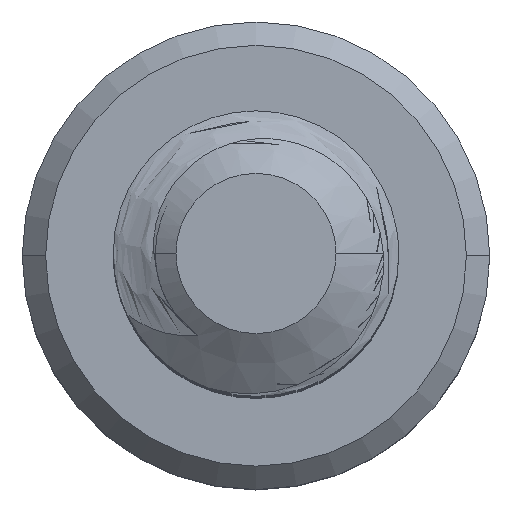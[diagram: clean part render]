
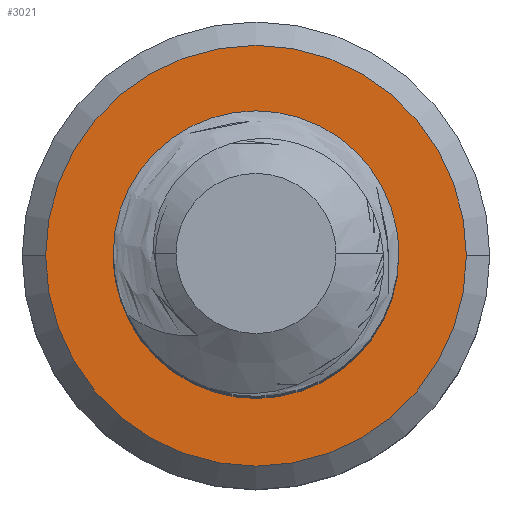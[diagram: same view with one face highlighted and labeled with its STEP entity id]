
A CAD part, top view. The second image highlights one B-rep face of the part: STEP entity #3021.
In plain terms, the highlighted planar face has unit normal (0, 0, 1).
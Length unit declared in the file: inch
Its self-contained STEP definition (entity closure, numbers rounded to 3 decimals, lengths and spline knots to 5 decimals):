
#28 = CARTESIAN_POINT ( 'NONE',  ( 0.04983, -0.01748, -0.625 ) ) ;
#29 = EDGE_CURVE ( 'NONE', #3518, #1267, #1596, .T. ) ;
#93 = EDGE_CURVE ( 'NONE', #4849, #1348, #2047, .T. ) ;
#105 = EDGE_CURVE ( 'NONE', #1348, #3518, #4448, .T. ) ;
#140 = FACE_OUTER_BOUND ( 'NONE', #1914, .T. ) ;
#198 = CARTESIAN_POINT ( 'NONE',  ( 0.03412, -0.03475, -0.625 ) ) ;
#210 = CARTESIAN_POINT ( 'NONE',  ( 0.03902, -0.03141, -0.625 ) ) ;
#216 = CARTESIAN_POINT ( 'NONE',  ( 0.04312, -0.02719, -0.625 ) ) ;
#289 = FACE_BOUND ( 'NONE', #2771, .T. ) ;
#299 = EDGE_CURVE ( 'NONE', #1137, #1473, #3938, .T. ) ;
#310 = CARTESIAN_POINT ( 'NONE',  ( 0., 0.069, -0.625 ) ) ;
#332 = CARTESIAN_POINT ( 'NONE',  ( 0.05234, -0.0122, -0.625 ) ) ;
#338 = EDGE_CURVE ( 'NONE', #1473, #1137, #3825, .T. ) ;
#352 = CARTESIAN_POINT ( 'NONE',  ( 0.05565, -0.00084, -0.625 ) ) ;
#353 = CARTESIAN_POINT ( 'NONE',  ( 0.05636, 0.00496, -0.625 ) ) ;
#363 = CARTESIAN_POINT ( 'NONE',  ( 0.05592, 0.01675, -0.625 ) ) ;
#368 = CARTESIAN_POINT ( 'NONE',  ( 0.05477, 0.0225, -0.625 ) ) ;
#383 = CARTESIAN_POINT ( 'NONE',  ( 0.04868, 0.03892, -0.625 ) ) ;
#416 = CARTESIAN_POINT ( 'NONE',  ( 0.02753, 0.05951, -0.625 ) ) ;
#427 = CARTESIAN_POINT ( 'NONE',  ( 0.01153, 0.06689, -0.625 ) ) ;
#466 = CARTESIAN_POINT ( 'NONE',  ( 0.00588, 0.06833, -0.625 ) ) ;
#519 = CARTESIAN_POINT ( 'NONE',  ( 0., 0.069, -0.625 ) ) ;
#548 = CARTESIAN_POINT ( 'NONE',  ( 0.02239, 0.06248, -0.625 ) ) ;
#574 = AXIS2_PLACEMENT_3D ( 'NONE', #3316, #3304, #3299 ) ;
#575 = CARTESIAN_POINT ( 'NONE',  ( 0.04135, 0.04877, -0.625 ) ) ;
#634 = EDGE_CURVE ( 'NONE', #4849, #1267, #2578, .T. ) ;
#656 = ORIENTED_EDGE ( 'NONE', *, *, #338, .T. ) ;
#1137 = VERTEX_POINT ( 'NONE', #2144 ) ;
#1267 = VERTEX_POINT ( 'NONE', #3387 ) ;
#1321 = ORIENTED_EDGE ( 'NONE', *, *, #299, .T. ) ;
#1348 = VERTEX_POINT ( 'NONE', #1392 ) ;
#1392 = CARTESIAN_POINT ( 'NONE',  ( 0.03412, -0.03475, -0.625 ) ) ;
#1473 = VERTEX_POINT ( 'NONE', #3380 ) ;
#1596 = B_SPLINE_CURVE_WITH_KNOTS ( 'NONE', 3,
 ( #2424, #2572, #2533, #2490, #2473, #2409, #2222, #2324, #2322, #2256, #2113, #2060, #1875, #2011 ),
 .UNSPECIFIED., .F., .F.,
 ( 4, 2, 2, 2, 2, 2, 4 ),
 ( 0., 0.00089, 0.00178, 0.00222, 0.00267, 0.00311, 0.00356 ),
 .UNSPECIFIED. ) ;
#1875 = CARTESIAN_POINT ( 'NONE',  ( -0.052, 0.0446, -0.625 ) ) ;
#1914 = EDGE_LOOP ( 'NONE', ( #656, #1321 ) ) ;
#2011 = CARTESIAN_POINT ( 'NONE',  ( -0.04834, 0.04923, -0.625 ) ) ;
#2047 = B_SPLINE_CURVE_WITH_KNOTS ( 'NONE', 3,
 ( #519, #466, #427, #548, #416, #575, #383, #368, #363, #353, #352, #332, #28, #216, #210, #198 ),
 .UNSPECIFIED., .F., .F.,
 ( 4, 2, 2, 2, 2, 2, 2, 4 ),
 ( 0., 0.00044, 0.00089, 0.00178, 0.00222, 0.00267, 0.00311, 0.00355 ),
 .UNSPECIFIED. ) ;
#2060 = CARTESIAN_POINT ( 'NONE',  ( -0.05507, 0.03952, -0.625 ) ) ;
#2087 = AXIS2_PLACEMENT_3D ( 'NONE', #4805, #4800, #4798 ) ;
#2100 = CARTESIAN_POINT ( 'NONE',  ( 0., -0.0487, -0.625 ) ) ;
#2113 = CARTESIAN_POINT ( 'NONE',  ( -0.05982, 0.02885, -0.625 ) ) ;
#2144 = CARTESIAN_POINT ( 'NONE',  ( 0.1017, 0., -0.625 ) ) ;
#2222 = CARTESIAN_POINT ( 'NONE',  ( -0.06135, -0.00599, -0.625 ) ) ;
#2225 = ORIENTED_EDGE ( 'NONE', *, *, #634, .F. ) ;
#2256 = CARTESIAN_POINT ( 'NONE',  ( -0.06148, 0.02312, -0.625 ) ) ;
#2322 = CARTESIAN_POINT ( 'NONE',  ( -0.06309, 0.01154, -0.625 ) ) ;
#2324 = CARTESIAN_POINT ( 'NONE',  ( -0.06307, 0.00562, -0.625 ) ) ;
#2409 = CARTESIAN_POINT ( 'NONE',  ( -0.05968, -0.0116, -0.625 ) ) ;
#2424 = CARTESIAN_POINT ( 'NONE',  ( 0., -0.0487, -0.625 ) ) ;
#2473 = CARTESIAN_POINT ( 'NONE',  ( -0.05226, -0.02769, -0.625 ) ) ;
#2490 = CARTESIAN_POINT ( 'NONE',  ( -0.04432, -0.03688, -0.625 ) ) ;
#2533 = CARTESIAN_POINT ( 'NONE',  ( -0.02368, -0.04845, -0.625 ) ) ;
#2541 = ORIENTED_EDGE ( 'NONE', *, *, #105, .T. ) ;
#2572 = CARTESIAN_POINT ( 'NONE',  ( -0.01169, -0.05058, -0.625 ) ) ;
#2578 = CIRCLE ( 'NONE', #574, 0.069 ) ;
#2662 = AXIS2_PLACEMENT_3D ( 'NONE', #5042, #5023, #5011 ) ;
#2771 = EDGE_LOOP ( 'NONE', ( #2225, #4532, #2541, #3508 ) ) ;
#3021 = ADVANCED_FACE ( 'NONE', ( #140, #289 ), #5051, .F. ) ;
#3299 = DIRECTION ( 'NONE',  ( 1., 0., 0. ) ) ;
#3304 = DIRECTION ( 'NONE',  ( 0., 0., 1. ) ) ;
#3316 = CARTESIAN_POINT ( 'NONE',  ( 0., 0., -0.625 ) ) ;
#3380 = CARTESIAN_POINT ( 'NONE',  ( -0.1017, 0., -0.625 ) ) ;
#3387 = CARTESIAN_POINT ( 'NONE',  ( -0.04834, 0.04923, -0.625 ) ) ;
#3508 = ORIENTED_EDGE ( 'NONE', *, *, #29, .T. ) ;
#3518 = VERTEX_POINT ( 'NONE', #2100 ) ;
#3825 = CIRCLE ( 'NONE', #4281, 0.1017 ) ;
#3938 = CIRCLE ( 'NONE', #2087, 0.1017 ) ;
#4071 = AXIS2_PLACEMENT_3D ( 'NONE', #5153, #5525, #5509 ) ;
#4281 = AXIS2_PLACEMENT_3D ( 'NONE', #4695, #4689, #4683 ) ;
#4448 = CIRCLE ( 'NONE', #4071, 0.0487 ) ;
#4532 = ORIENTED_EDGE ( 'NONE', *, *, #93, .T. ) ;
#4683 = DIRECTION ( 'NONE',  ( -1., 0., 0. ) ) ;
#4689 = DIRECTION ( 'NONE',  ( 0., 0., 1. ) ) ;
#4695 = CARTESIAN_POINT ( 'NONE',  ( 0., 0., -0.625 ) ) ;
#4798 = DIRECTION ( 'NONE',  ( -1., 0., 0. ) ) ;
#4800 = DIRECTION ( 'NONE',  ( 0., 0., 1. ) ) ;
#4805 = CARTESIAN_POINT ( 'NONE',  ( 0., 0., -0.625 ) ) ;
#4849 = VERTEX_POINT ( 'NONE', #310 ) ;
#5011 = DIRECTION ( 'NONE',  ( -1., 0., 0. ) ) ;
#5023 = DIRECTION ( 'NONE',  ( 0., 0., -1. ) ) ;
#5042 = CARTESIAN_POINT ( 'NONE',  ( 0., 0., -0.625 ) ) ;
#5051 = PLANE ( 'NONE',  #2662 ) ;
#5153 = CARTESIAN_POINT ( 'NONE',  ( 0., 0., -0.625 ) ) ;
#5509 = DIRECTION ( 'NONE',  ( 1., 0., 0. ) ) ;
#5525 = DIRECTION ( 'NONE',  ( 0., 0., -1. ) ) ;
